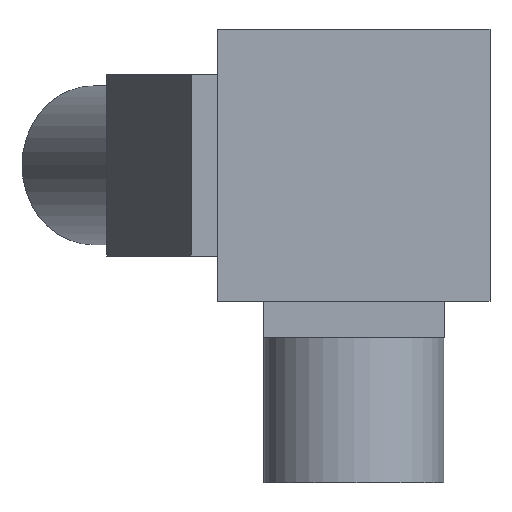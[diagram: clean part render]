
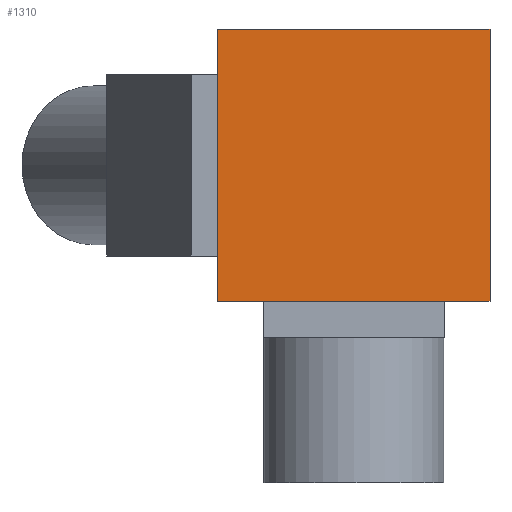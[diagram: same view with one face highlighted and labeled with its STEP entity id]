
A CAD part, front view. The second image highlights one B-rep face of the part: STEP entity #1310.
In plain terms, the highlighted planar face has unit normal (0, -1, 0).
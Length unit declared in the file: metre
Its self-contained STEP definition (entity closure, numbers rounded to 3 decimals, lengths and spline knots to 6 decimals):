
#194=ORIENTED_EDGE('',*,*,#563,.T.);
#195=ORIENTED_EDGE('',*,*,#522,.F.);
#196=ORIENTED_EDGE('',*,*,#580,.F.);
#197=ORIENTED_EDGE('',*,*,#578,.T.);
#522=EDGE_CURVE('',#718,#716,#851,.T.);
#563=EDGE_CURVE('',#759,#716,#862,.T.);
#578=EDGE_CURVE('',#771,#759,#877,.T.);
#580=EDGE_CURVE('',#771,#718,#879,.T.);
#716=VERTEX_POINT('',#1689);
#718=VERTEX_POINT('',#1693);
#759=VERTEX_POINT('',#1838);
#771=VERTEX_POINT('',#1867);
#851=LINE('',#1694,#969);
#862=LINE('',#1837,#980);
#877=LINE('',#1866,#995);
#879=LINE('',#1870,#997);
#969=VECTOR('',#1458,1.);
#980=VECTOR('',#1473,1.);
#995=VECTOR('',#1492,1.);
#997=VECTOR('',#1496,1.);
#1092=EDGE_LOOP('',(#194,#195,#196,#197));
#1183=FACE_BOUND('',#1092,.T.);
#1271=PLANE('',#1399);
#1310=ADVANCED_FACE('',(#1183),#1271,.F.);
#1399=AXIS2_PLACEMENT_3D('',#1869,#1494,#1495);
#1458=DIRECTION('',(0.,0.,-1.));
#1473=DIRECTION('',(1.,0.,0.));
#1492=DIRECTION('',(0.,0.,-1.));
#1494=DIRECTION('',(0.,1.,0.));
#1495=DIRECTION('',(0.,0.,1.));
#1496=DIRECTION('',(1.,0.,0.));
#1689=CARTESIAN_POINT('',(0.0381,-0.0381,-0.0381));
#1693=CARTESIAN_POINT('',(0.0381,-0.0381,0.0381));
#1694=CARTESIAN_POINT('',(0.0381,-0.0381,0.0381));
#1837=CARTESIAN_POINT('',(0.,-0.0381,-0.0381));
#1838=CARTESIAN_POINT('',(-0.0381,-0.0381,-0.0381));
#1866=CARTESIAN_POINT('',(-0.0381,-0.0381,0.0381));
#1867=CARTESIAN_POINT('',(-0.0381,-0.0381,0.0381));
#1869=CARTESIAN_POINT('',(0.,-0.0381,0.0381));
#1870=CARTESIAN_POINT('',(0.,-0.0381,0.0381));
